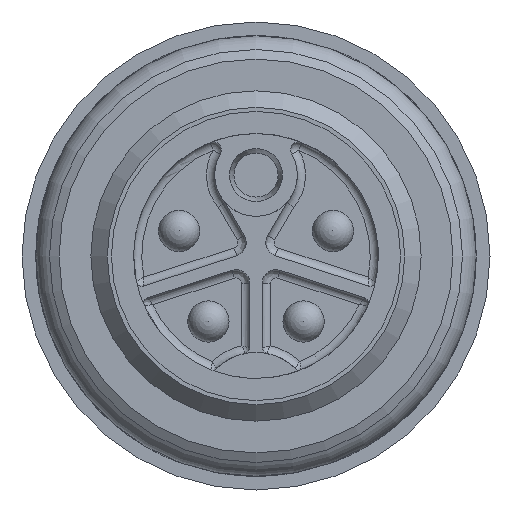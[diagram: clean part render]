
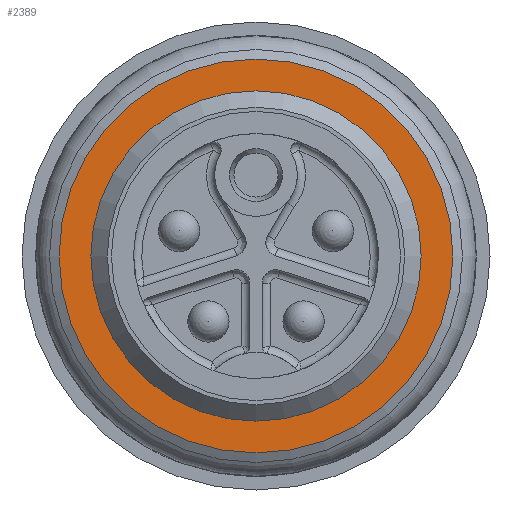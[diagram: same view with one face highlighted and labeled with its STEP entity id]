
A CAD part, front view. The second image highlights one B-rep face of the part: STEP entity #2389.
In plain terms, the highlighted planar face has unit normal (0, -1, 0).
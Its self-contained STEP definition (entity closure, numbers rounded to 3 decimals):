
#1248=PLANE('',#8675);
#2389=ADVANCED_FACE('',(#2748,#2749),#1248,.F.);
#2748=FACE_BOUND('',#3274,.T.);
#2749=FACE_BOUND('',#3275,.T.);
#3274=EDGE_LOOP('',(#5238));
#3275=EDGE_LOOP('',(#5239));
#5238=ORIENTED_EDGE('',*,*,#7291,.F.);
#5239=ORIENTED_EDGE('',*,*,#7292,.T.);
#6240=VERTEX_POINT('',#16259);
#6241=VERTEX_POINT('',#16262);
#7291=EDGE_CURVE('',#6240,#6240,#7870,.T.);
#7292=EDGE_CURVE('',#6241,#6241,#7871,.T.);
#7870=CIRCLE('',#8672,6.);
#7871=CIRCLE('',#8674,7.154);
#8672=AXIS2_PLACEMENT_3D('',#16258,#10638,#10639);
#8674=AXIS2_PLACEMENT_3D('',#16261,#10642,#10643);
#8675=AXIS2_PLACEMENT_3D('',#16263,#10644,#10645);
#10638=DIRECTION('',(0.,-1.,0.));
#10639=DIRECTION('',(0.,0.,-1.));
#10642=DIRECTION('',(0.,-1.,0.));
#10643=DIRECTION('',(0.,0.,-1.));
#10644=DIRECTION('',(0.,1.,0.));
#10645=DIRECTION('',(0.,0.,-1.));
#16258=CARTESIAN_POINT('',(0.,-84.723,0.));
#16259=CARTESIAN_POINT('',(0.,-84.723,-6.));
#16261=CARTESIAN_POINT('',(0.,-84.723,0.));
#16262=CARTESIAN_POINT('',(0.,-84.723,-7.154));
#16263=CARTESIAN_POINT('',(7.154,-84.723,0.));
